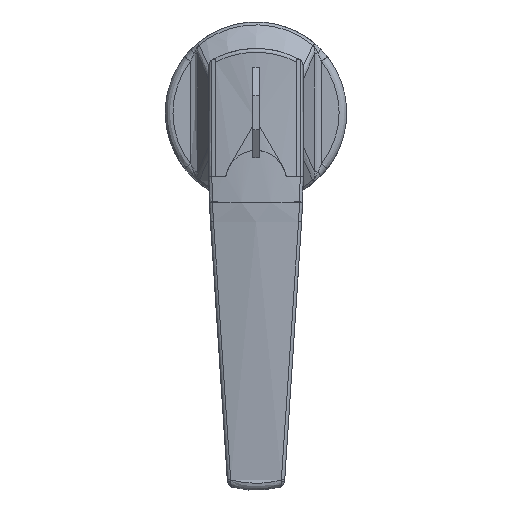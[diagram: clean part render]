
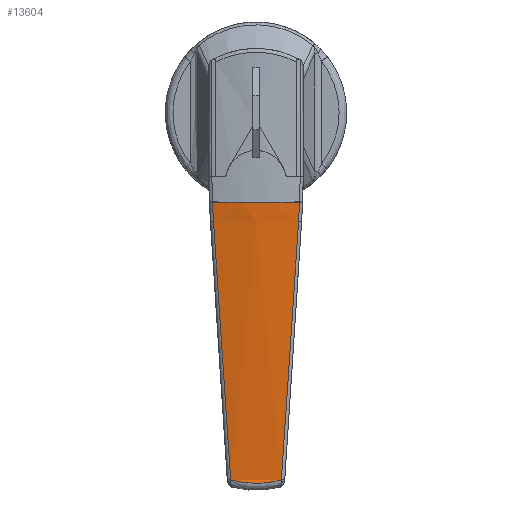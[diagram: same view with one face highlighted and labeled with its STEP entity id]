
A CAD part, front view. The second image highlights one B-rep face of the part: STEP entity #13604.
In plain terms, the highlighted free-form (B-spline) face has degree [1, 2] with [2, 3] control points.
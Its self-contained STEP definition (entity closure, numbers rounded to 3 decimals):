
#9595=CARTESIAN_POINT('',(-47.843,6.721,-97.222));
#9596=VERTEX_POINT('',#9595);
#9597=CARTESIAN_POINT('',(-47.843,-6.721,-97.222));
#9598=VERTEX_POINT('',#9597);
#9599=CARTESIAN_POINT('',(-47.843,6.721,-97.222));
#9600=CARTESIAN_POINT('',(-47.942,5.625,-97.534));
#9601=CARTESIAN_POINT('',(-48.018,4.517,-97.767));
#9602=CARTESIAN_POINT('',(-48.121,2.276,-98.08));
#9603=CARTESIAN_POINT('',(-48.147,1.144,-98.159));
#9604=CARTESIAN_POINT('',(-48.147,-1.144,-98.159));
#9605=CARTESIAN_POINT('',(-48.121,-2.276,-98.08));
#9606=CARTESIAN_POINT('',(-48.018,-4.517,-97.767));
#9607=CARTESIAN_POINT('',(-47.942,-5.625,-97.534));
#9608=CARTESIAN_POINT('',(-47.843,-6.721,-97.222));
#9609=B_SPLINE_CURVE_WITH_KNOTS('',3,(#9599,#9600,#9601,#9602,#9603,#9604,#9605,#9606,#9607,#9608),.UNSPECIFIED.,.F.,.U.,(4,2,2,2,4),(0.0,0.25,0.5,0.75,1.0),.UNSPECIFIED.);
#9610=EDGE_CURVE('',#9596,#9598,#9609,.T.);
#10716=CARTESIAN_POINT('',(-52.977,11.539,-23.73));
#10717=VERTEX_POINT('',#10716);
#10731=CARTESIAN_POINT('',(-52.977,-11.539,-23.73));
#10732=VERTEX_POINT('',#10731);
#10733=CARTESIAN_POINT('',(-52.977,-11.539,-23.73));
#10734=CARTESIAN_POINT('',(-55.238,0.,-23.822));
#10735=CARTESIAN_POINT('',(-52.977,11.539,-23.73));
#10743=(BOUNDED_CURVE()B_SPLINE_CURVE(2,(#10733,#10734,#10735),.UNSPECIFIED.,.F.,.U.)CURVE()GEOMETRIC_REPRESENTATION_ITEM()QUASI_UNIFORM_CURVE()RATIONAL_B_SPLINE_CURVE((1.0,0.981,1.0))REPRESENTATION_ITEM(''));
#10744=EDGE_CURVE('',#10732,#10717,#10743,.T.);
#10909=CARTESIAN_POINT('',(-52.616,-11.264,-28.911));
#10910=VERTEX_POINT('',#10909);
#10934=CARTESIAN_POINT('',(-52.616,-11.264,-28.911));
#10935=CARTESIAN_POINT('',(-52.732,-11.378,-27.185));
#10936=CARTESIAN_POINT('',(-52.852,-11.47,-25.458));
#10937=CARTESIAN_POINT('',(-52.977,-11.539,-23.73));
#10938=QUASI_UNIFORM_CURVE('',3,(#10934,#10935,#10936,#10937),.UNSPECIFIED.,.F.,.U.);
#10939=EDGE_CURVE('',#10910,#10732,#10938,.T.);
#10966=CARTESIAN_POINT('',(-52.616,11.264,-28.911));
#10967=VERTEX_POINT('',#10966);
#10981=CARTESIAN_POINT('',(-52.977,11.539,-23.73));
#10982=CARTESIAN_POINT('',(-52.852,11.47,-25.458));
#10983=CARTESIAN_POINT('',(-52.732,11.378,-27.185));
#10984=CARTESIAN_POINT('',(-52.616,11.264,-28.911));
#10985=QUASI_UNIFORM_CURVE('',3,(#10981,#10982,#10983,#10984),.UNSPECIFIED.,.F.,.U.);
#10986=EDGE_CURVE('',#10717,#10967,#10985,.T.);
#11047=CARTESIAN_POINT('',(-47.843,-6.721,-97.222));
#11048=CARTESIAN_POINT('',(-50.333,-9.006,-62.868));
#11049=CARTESIAN_POINT('',(-52.616,-11.264,-28.911));
#11057=(BOUNDED_CURVE()B_SPLINE_CURVE(2,(#11047,#11048,#11049),.UNSPECIFIED.,.F.,.U.)CURVE()GEOMETRIC_REPRESENTATION_ITEM()QUASI_UNIFORM_CURVE()RATIONAL_B_SPLINE_CURVE((1.0,0.999,1.0))REPRESENTATION_ITEM(''));
#11058=EDGE_CURVE('',#9598,#10910,#11057,.T.);
#11140=CARTESIAN_POINT('',(-52.616,11.264,-28.911));
#11141=CARTESIAN_POINT('',(-50.333,9.006,-62.868));
#11142=CARTESIAN_POINT('',(-47.843,6.721,-97.222));
#11150=(BOUNDED_CURVE()B_SPLINE_CURVE(2,(#11140,#11141,#11142),.UNSPECIFIED.,.F.,.U.)CURVE()GEOMETRIC_REPRESENTATION_ITEM()QUASI_UNIFORM_CURVE()RATIONAL_B_SPLINE_CURVE((1.0,0.999,1.0))REPRESENTATION_ITEM(''));
#11151=EDGE_CURVE('',#10967,#9596,#11150,.T.);
#13582=CARTESIAN_POINT('',(-52.898,12.667,-21.808));
#13583=CARTESIAN_POINT('',(-46.647,12.667,-99.958));
#13584=CARTESIAN_POINT('',(-55.625,0.,-22.026));
#13585=CARTESIAN_POINT('',(-49.374,0.,-100.176));
#13586=CARTESIAN_POINT('',(-52.897,-12.668,-21.808));
#13587=CARTESIAN_POINT('',(-46.647,-12.668,-99.958));
#13595=(BOUNDED_SURFACE()B_SPLINE_SURFACE(1,2,((#13582,#13584,#13586),(#13583,#13585,#13587)),.UNSPECIFIED.,.F.,.F.,.U.)B_SPLINE_SURFACE_WITH_KNOTS((2,2),(3,3),(0.0,78.399),(0.0,25.623),.UNSPECIFIED.)GEOMETRIC_REPRESENTATION_ITEM()RATIONAL_B_SPLINE_SURFACE(((0.998,0.975,0.997),(0.998,0.975,0.997)))REPRESENTATION_ITEM('')SURFACE());
#13596=ORIENTED_EDGE('',*,*,#11151,.T.);
#13597=ORIENTED_EDGE('',*,*,#9610,.T.);
#13598=ORIENTED_EDGE('',*,*,#11058,.T.);
#13599=ORIENTED_EDGE('',*,*,#10939,.T.);
#13600=ORIENTED_EDGE('',*,*,#10744,.T.);
#13601=ORIENTED_EDGE('',*,*,#10986,.T.);
#13602=EDGE_LOOP('',(#13596,#13597,#13598,#13599,#13600,#13601));
#13603=FACE_OUTER_BOUND('',#13602,.T.);
#13604=ADVANCED_FACE('',(#13603),#13595,.T.);
